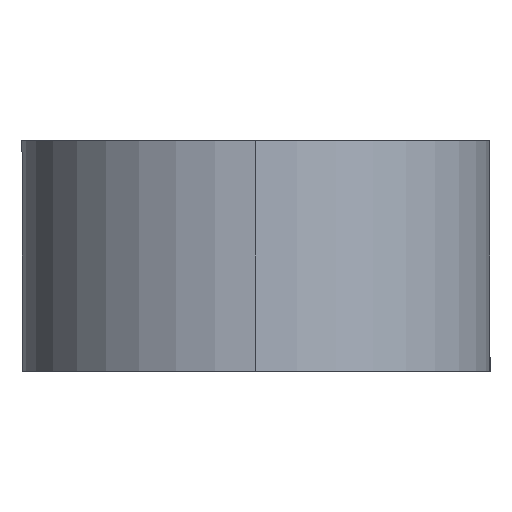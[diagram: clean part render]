
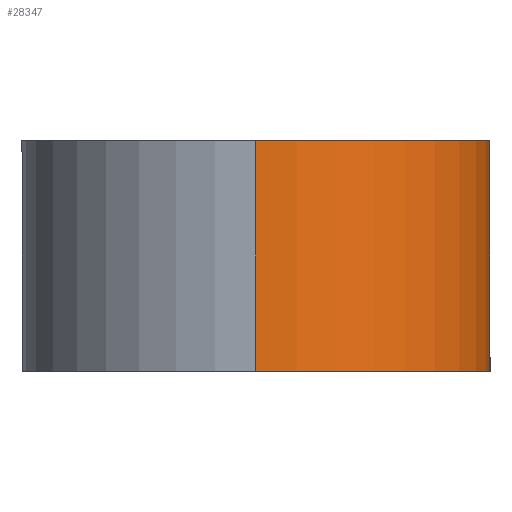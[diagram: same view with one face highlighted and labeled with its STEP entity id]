
A CAD part, left-side view. The second image highlights one B-rep face of the part: STEP entity #28347.
In plain terms, the highlighted cylindrical face has radius 6.2 mm (diameter 12.4 mm), a partial arc.
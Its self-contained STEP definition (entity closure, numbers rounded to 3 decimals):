
#1021 = EDGE_CURVE ( 'NONE', #30390, #8916, #28033, .T. ) ;
#1517 = AXIS2_PLACEMENT_3D ( 'NONE', #21215, #4833, #23981 ) ;
#2382 = CARTESIAN_POINT ( 'NONE',  ( -107.95, -6.2, -3.05 ) ) ;
#2682 = ORIENTED_EDGE ( 'NONE', *, *, #18113, .F. ) ;
#2842 = CARTESIAN_POINT ( 'NONE',  ( -114.15, 0., 3.05 ) ) ;
#3052 = EDGE_LOOP ( 'NONE', ( #2682, #9277, #13721, #16415 ) ) ;
#3591 = DIRECTION ( 'NONE',  ( 0., 0., 1. ) ) ;
#4659 = EDGE_CURVE ( 'NONE', #30224, #26449, #5940, .T. ) ;
#4833 = DIRECTION ( 'NONE',  ( 0., 0., 1. ) ) ;
#4939 = AXIS2_PLACEMENT_3D ( 'NONE', #19970, #3591, #22742 ) ;
#5940 = LINE ( 'NONE', #22552, #14030 ) ;
#6736 = CIRCLE ( 'NONE', #4939, 6.2 ) ;
#8008 = DIRECTION ( 'NONE',  ( 0., 0., -1. ) ) ;
#8916 = VERTEX_POINT ( 'NONE', #2382 ) ;
#9277 = ORIENTED_EDGE ( 'NONE', *, *, #4659, .T. ) ;
#10097 = AXIS2_PLACEMENT_3D ( 'NONE', #10628, #27189, #29977 ) ;
#10628 = CARTESIAN_POINT ( 'NONE',  ( -107.95, 0., 1. ) ) ;
#12527 = CYLINDRICAL_SURFACE ( 'NONE', #10097, 6.2 ) ;
#13721 = ORIENTED_EDGE ( 'NONE', *, *, #32276, .T. ) ;
#14030 = VECTOR ( 'NONE', #8008, 1000. ) ;
#16415 = ORIENTED_EDGE ( 'NONE', *, *, #1021, .F. ) ;
#17984 = CARTESIAN_POINT ( 'NONE',  ( -114.15, 0., -3.05 ) ) ;
#18113 = EDGE_CURVE ( 'NONE', #30224, #30390, #18916, .T. ) ;
#18916 = CIRCLE ( 'NONE', #1517, 6.2 ) ;
#19825 = FACE_OUTER_BOUND ( 'NONE', #3052, .T. ) ;
#19970 = CARTESIAN_POINT ( 'NONE',  ( -107.95, 0., -3.05 ) ) ;
#20715 = VECTOR ( 'NONE', #22182, 1000. ) ;
#21215 = CARTESIAN_POINT ( 'NONE',  ( -107.95, 0., 3.05 ) ) ;
#22182 = DIRECTION ( 'NONE',  ( 0., 0., -1. ) ) ;
#22552 = CARTESIAN_POINT ( 'NONE',  ( -114.15, 0., 1. ) ) ;
#22742 = DIRECTION ( 'NONE',  ( 1., 0., 0. ) ) ;
#23981 = DIRECTION ( 'NONE',  ( 1., 0., 0. ) ) ;
#26449 = VERTEX_POINT ( 'NONE', #17984 ) ;
#27189 = DIRECTION ( 'NONE',  ( 0., 0., -1. ) ) ;
#27606 = CARTESIAN_POINT ( 'NONE',  ( -107.95, -6.2, 1. ) ) ;
#28033 = LINE ( 'NONE', #27606, #20715 ) ;
#28347 = ADVANCED_FACE ( 'NONE', ( #19825 ), #12527, .T. ) ;
#29977 = DIRECTION ( 'NONE',  ( -1., 0., 0. ) ) ;
#30224 = VERTEX_POINT ( 'NONE', #2842 ) ;
#30390 = VERTEX_POINT ( 'NONE', #31155 ) ;
#31155 = CARTESIAN_POINT ( 'NONE',  ( -107.95, -6.2, 3.05 ) ) ;
#32276 = EDGE_CURVE ( 'NONE', #26449, #8916, #6736, .T. ) ;
